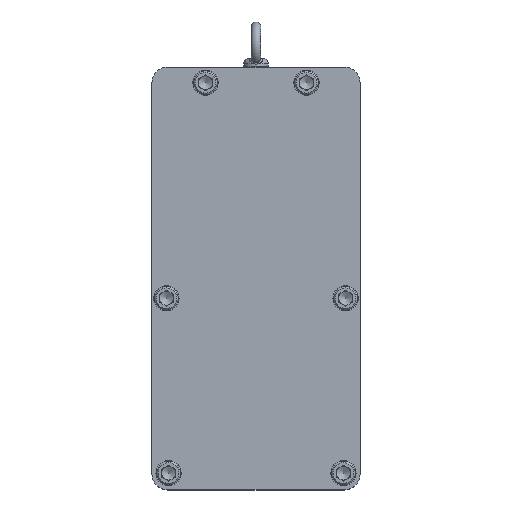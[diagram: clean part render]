
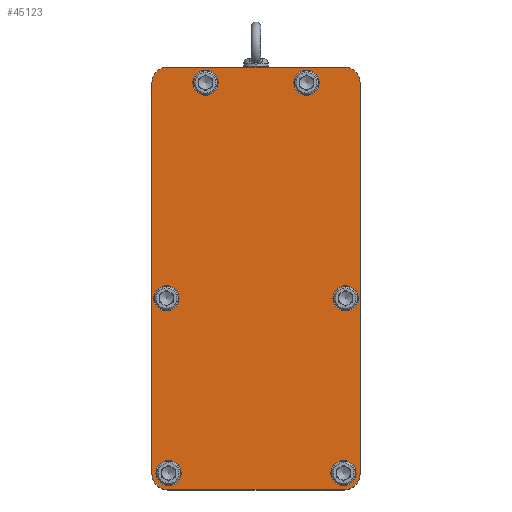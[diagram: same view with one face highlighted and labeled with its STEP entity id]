
A CAD part, top view. The second image highlights one B-rep face of the part: STEP entity #45123.
In plain terms, the highlighted planar face has unit normal (0, 0, 1).
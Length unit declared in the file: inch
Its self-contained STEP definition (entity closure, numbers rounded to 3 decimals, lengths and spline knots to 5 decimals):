
#298 = ORIENTED_EDGE ( 'NONE', *, *, #43349, .T. ) ;
#1268 = ORIENTED_EDGE ( 'NONE', *, *, #3059, .F. ) ;
#1381 = ORIENTED_EDGE ( 'NONE', *, *, #60594, .T. ) ;
#2434 = CARTESIAN_POINT ( 'NONE',  ( -3.5, 12., 12.0218 ) ) ;
#2659 = AXIS2_PLACEMENT_3D ( 'NONE', #56845, #42057, #8141 ) ;
#3059 = EDGE_CURVE ( 'NONE', #46352, #46352, #50343, .T. ) ;
#4286 = CARTESIAN_POINT ( 'NONE',  ( -3.55, 3.46482, 12.0218 ) ) ;
#4942 = ORIENTED_EDGE ( 'NONE', *, *, #46006, .F. ) ;
#5553 = AXIS2_PLACEMENT_3D ( 'NONE', #30584, #29663, #49430 ) ;
#6593 = LINE ( 'NONE', #33949, #15443 ) ;
#6901 = CARTESIAN_POINT ( 'NONE',  ( 2., 12., 12.0218 ) ) ;
#8141 = DIRECTION ( 'NONE',  ( 1., 0., 0. ) ) ;
#8219 = ORIENTED_EDGE ( 'NONE', *, *, #55731, .T. ) ;
#8732 = DIRECTION ( 'NONE',  ( 0., 0., 1. ) ) ;
#9696 = EDGE_CURVE ( 'NONE', #61029, #32317, #48697, .T. ) ;
#10074 = DIRECTION ( 'NONE',  ( -1., 0., 0. ) ) ;
#10413 = AXIS2_PLACEMENT_3D ( 'NONE', #42551, #37849, #28418 ) ;
#10938 = DIRECTION ( 'NONE',  ( 0., -1., 0. ) ) ;
#11772 = VECTOR ( 'NONE', #25304, 39.37008 ) ;
#12271 = AXIS2_PLACEMENT_3D ( 'NONE', #33599, #30105, #24468 ) ;
#12462 = CARTESIAN_POINT ( 'NONE',  ( 3.5, 12., 12.0218 ) ) ;
#12603 = VERTEX_POINT ( 'NONE', #36788 ) ;
#12759 = CARTESIAN_POINT ( 'NONE',  ( -3.05, 3.46482, 12.0218 ) ) ;
#13778 = ORIENTED_EDGE ( 'NONE', *, *, #40268, .F. ) ;
#14825 = VERTEX_POINT ( 'NONE', #33986 ) ;
#15443 = VECTOR ( 'NONE', #10074, 39.37008 ) ;
#15714 = EDGE_LOOP ( 'NONE', ( #28829 ) ) ;
#16357 = CARTESIAN_POINT ( 'NONE',  ( 2.5, 12., 12.0218 ) ) ;
#16476 = AXIS2_PLACEMENT_3D ( 'NONE', #61725, #37842, #18685 ) ;
#16542 = DIRECTION ( 'NONE',  ( 0., 0., 1. ) ) ;
#16986 = EDGE_CURVE ( 'NONE', #50630, #49931, #24447, .T. ) ;
#17772 = EDGE_CURVE ( 'NONE', #20229, #20229, #46667, .T. ) ;
#18685 = DIRECTION ( 'NONE',  ( 1., 0., 0. ) ) ;
#19275 = VERTEX_POINT ( 'NONE', #40604 ) ;
#19996 = CARTESIAN_POINT ( 'NONE',  ( -3.5, 12.625, 12.0218 ) ) ;
#20229 = VERTEX_POINT ( 'NONE', #25887 ) ;
#23058 = ORIENTED_EDGE ( 'NONE', *, *, #39410, .F. ) ;
#23449 = LINE ( 'NONE', #38204, #41857 ) ;
#23902 = DIRECTION ( 'NONE',  ( -1., 0., 0. ) ) ;
#23966 = EDGE_LOOP ( 'NONE', ( #30829 ) ) ;
#24318 = CIRCLE ( 'NONE', #39372, 0.625 ) ;
#24447 = LINE ( 'NONE', #53359, #41578 ) ;
#24468 = DIRECTION ( 'NONE',  ( 1., 0., 0. ) ) ;
#24527 = VERTEX_POINT ( 'NONE', #19996 ) ;
#25304 = DIRECTION ( 'NONE',  ( 1., 0., 0. ) ) ;
#25581 = DIRECTION ( 'NONE',  ( -1., 0., 0. ) ) ;
#25622 = LINE ( 'NONE', #30021, #11772 ) ;
#25887 = CARTESIAN_POINT ( 'NONE',  ( -2.96482, -3.46482, 12.0218 ) ) ;
#28008 = CARTESIAN_POINT ( 'NONE',  ( 0., 0., 12.0218 ) ) ;
#28152 = CARTESIAN_POINT ( 'NONE',  ( 3.5, -3.5, 12.0218 ) ) ;
#28418 = DIRECTION ( 'NONE',  ( 1., 0., 0. ) ) ;
#28625 = FACE_BOUND ( 'NONE', #15714, .T. ) ;
#28829 = ORIENTED_EDGE ( 'NONE', *, *, #17772, .F. ) ;
#28868 = CARTESIAN_POINT ( 'NONE',  ( 4.125, 12., 12.0218 ) ) ;
#29105 = CARTESIAN_POINT ( 'NONE',  ( -4.125, -3.5, 12.0218 ) ) ;
#29444 = EDGE_CURVE ( 'NONE', #60739, #60739, #55420, .T. ) ;
#29663 = DIRECTION ( 'NONE',  ( 0., 0., 1. ) ) ;
#29756 = CARTESIAN_POINT ( 'NONE',  ( -3.5, -4.125, 12.0218 ) ) ;
#30021 = CARTESIAN_POINT ( 'NONE',  ( 4.125, 12.625, 12.0218 ) ) ;
#30105 = DIRECTION ( 'NONE',  ( 0., 0., 1. ) ) ;
#30584 = CARTESIAN_POINT ( 'NONE',  ( -3.5, -3.5, 12.0218 ) ) ;
#30829 = ORIENTED_EDGE ( 'NONE', *, *, #45402, .F. ) ;
#31399 = DIRECTION ( 'NONE',  ( 0., 0., 1. ) ) ;
#32317 = VERTEX_POINT ( 'NONE', #29756 ) ;
#32407 = FACE_OUTER_BOUND ( 'NONE', #37129, .T. ) ;
#32733 = FACE_BOUND ( 'NONE', #38929, .T. ) ;
#33029 = DIRECTION ( 'NONE',  ( 0., 0., -1. ) ) ;
#33599 = CARTESIAN_POINT ( 'NONE',  ( 3.46482, -3.46482, 12.0218 ) ) ;
#33949 = CARTESIAN_POINT ( 'NONE',  ( 4.125, -4.125, 12.0218 ) ) ;
#33986 = CARTESIAN_POINT ( 'NONE',  ( -1.5, 12., 12.0218 ) ) ;
#35794 = EDGE_LOOP ( 'NONE', ( #38389 ) ) ;
#36788 = CARTESIAN_POINT ( 'NONE',  ( 4.05, 3.46482, 12.0218 ) ) ;
#37129 = EDGE_LOOP ( 'NONE', ( #50535, #46742, #4942, #298, #38023, #8219, #13778, #1381 ) ) ;
#37360 = AXIS2_PLACEMENT_3D ( 'NONE', #12462, #16542, #45762 ) ;
#37417 = FACE_BOUND ( 'NONE', #23966, .T. ) ;
#37842 = DIRECTION ( 'NONE',  ( 0., 0., 1. ) ) ;
#37849 = DIRECTION ( 'NONE',  ( 0., 0., 1. ) ) ;
#38023 = ORIENTED_EDGE ( 'NONE', *, *, #16986, .F. ) ;
#38038 = PLANE ( 'NONE',  #43798 ) ;
#38204 = CARTESIAN_POINT ( 'NONE',  ( -4.125, 12.625, 12.0218 ) ) ;
#38389 = ORIENTED_EDGE ( 'NONE', *, *, #49012, .F. ) ;
#38797 = DIRECTION ( 'NONE',  ( 0., 0., 1. ) ) ;
#38896 = AXIS2_PLACEMENT_3D ( 'NONE', #28152, #38797, #25581 ) ;
#38929 = EDGE_LOOP ( 'NONE', ( #54734 ) ) ;
#39372 = AXIS2_PLACEMENT_3D ( 'NONE', #2434, #40448, #54291 ) ;
#39410 = EDGE_CURVE ( 'NONE', #14825, #14825, #55652, .T. ) ;
#40268 = EDGE_CURVE ( 'NONE', #24527, #44593, #25622, .T. ) ;
#40448 = DIRECTION ( 'NONE',  ( 0., 0., 1. ) ) ;
#40604 = CARTESIAN_POINT ( 'NONE',  ( 3.5, -4.125, 12.0218 ) ) ;
#40820 = CARTESIAN_POINT ( 'NONE',  ( -4.125, 12., 12.0218 ) ) ;
#40830 = DIRECTION ( 'NONE',  ( 1., 0., 0. ) ) ;
#41578 = VECTOR ( 'NONE', #10938, 39.37008 ) ;
#41857 = VECTOR ( 'NONE', #61481, 39.37008 ) ;
#42057 = DIRECTION ( 'NONE',  ( 0., 0., 1. ) ) ;
#42551 = CARTESIAN_POINT ( 'NONE',  ( -3.46482, -3.46482, 12.0218 ) ) ;
#43052 = FACE_BOUND ( 'NONE', #59411, .T. ) ;
#43349 = EDGE_CURVE ( 'NONE', #19275, #49931, #57990, .T. ) ;
#43421 = CIRCLE ( 'NONE', #45445, 0.5 ) ;
#43798 = AXIS2_PLACEMENT_3D ( 'NONE', #28008, #33029, #23902 ) ;
#44228 = VERTEX_POINT ( 'NONE', #40820 ) ;
#44593 = VERTEX_POINT ( 'NONE', #51023 ) ;
#44770 = CIRCLE ( 'NONE', #2659, 0.5 ) ;
#45123 = ADVANCED_FACE ( 'NONE', ( #28625, #43052, #37417, #56602, #32733, #56916, #32407 ), #38038, .F. ) ;
#45402 = EDGE_CURVE ( 'NONE', #59422, #59422, #43421, .T. ) ;
#45445 = AXIS2_PLACEMENT_3D ( 'NONE', #6901, #31399, #40830 ) ;
#45762 = DIRECTION ( 'NONE',  ( -1., 0., 0. ) ) ;
#46006 = EDGE_CURVE ( 'NONE', #19275, #32317, #6593, .T. ) ;
#46352 = VERTEX_POINT ( 'NONE', #12759 ) ;
#46667 = CIRCLE ( 'NONE', #10413, 0.5 ) ;
#46742 = ORIENTED_EDGE ( 'NONE', *, *, #9696, .T. ) ;
#48697 = CIRCLE ( 'NONE', #5553, 0.625 ) ;
#49012 = EDGE_CURVE ( 'NONE', #12603, #12603, #44770, .T. ) ;
#49430 = DIRECTION ( 'NONE',  ( -1., 0., 0. ) ) ;
#49931 = VERTEX_POINT ( 'NONE', #50029 ) ;
#50029 = CARTESIAN_POINT ( 'NONE',  ( 4.125, -3.5, 12.0218 ) ) ;
#50343 = CIRCLE ( 'NONE', #56371, 0.5 ) ;
#50535 = ORIENTED_EDGE ( 'NONE', *, *, #51024, .F. ) ;
#50630 = VERTEX_POINT ( 'NONE', #28868 ) ;
#51023 = CARTESIAN_POINT ( 'NONE',  ( 3.5, 12.625, 12.0218 ) ) ;
#51024 = EDGE_CURVE ( 'NONE', #61029, #44228, #23449, .T. ) ;
#51302 = CARTESIAN_POINT ( 'NONE',  ( 3.96482, -3.46482, 12.0218 ) ) ;
#51441 = DIRECTION ( 'NONE',  ( 1., 0., 0. ) ) ;
#52387 = CIRCLE ( 'NONE', #37360, 0.625 ) ;
#53359 = CARTESIAN_POINT ( 'NONE',  ( 4.125, 12.625, 12.0218 ) ) ;
#54291 = DIRECTION ( 'NONE',  ( -1., 0., 0. ) ) ;
#54734 = ORIENTED_EDGE ( 'NONE', *, *, #29444, .F. ) ;
#55420 = CIRCLE ( 'NONE', #12271, 0.5 ) ;
#55652 = CIRCLE ( 'NONE', #16476, 0.5 ) ;
#55731 = EDGE_CURVE ( 'NONE', #50630, #44593, #52387, .T. ) ;
#56371 = AXIS2_PLACEMENT_3D ( 'NONE', #4286, #8732, #51441 ) ;
#56602 = FACE_BOUND ( 'NONE', #61016, .T. ) ;
#56845 = CARTESIAN_POINT ( 'NONE',  ( 3.55, 3.46482, 12.0218 ) ) ;
#56916 = FACE_BOUND ( 'NONE', #35794, .T. ) ;
#57990 = CIRCLE ( 'NONE', #38896, 0.625 ) ;
#59411 = EDGE_LOOP ( 'NONE', ( #23058 ) ) ;
#59422 = VERTEX_POINT ( 'NONE', #16357 ) ;
#60594 = EDGE_CURVE ( 'NONE', #24527, #44228, #24318, .T. ) ;
#60739 = VERTEX_POINT ( 'NONE', #51302 ) ;
#61016 = EDGE_LOOP ( 'NONE', ( #1268 ) ) ;
#61029 = VERTEX_POINT ( 'NONE', #29105 ) ;
#61481 = DIRECTION ( 'NONE',  ( 0., 1., 0. ) ) ;
#61725 = CARTESIAN_POINT ( 'NONE',  ( -2., 12., 12.0218 ) ) ;
